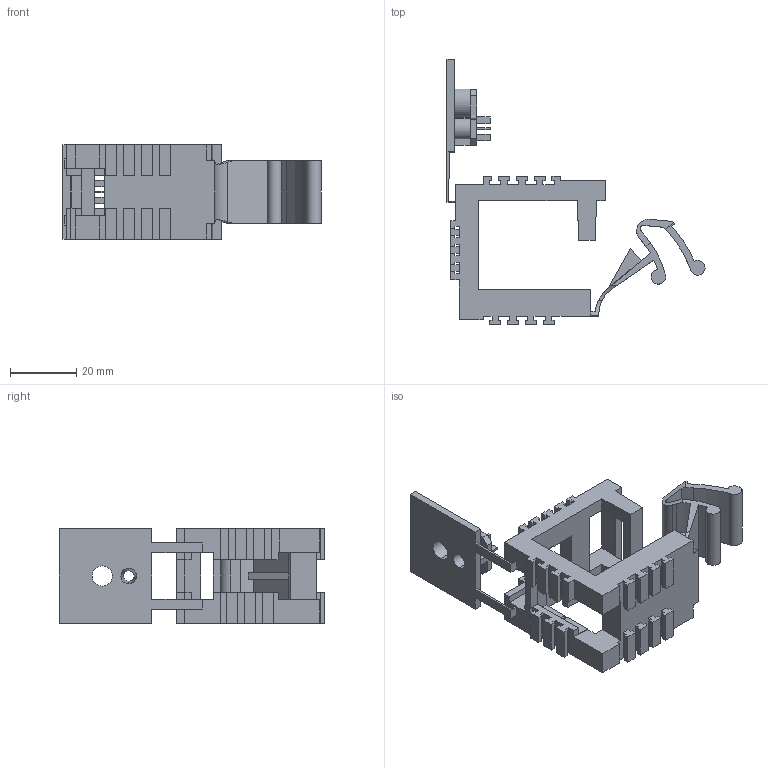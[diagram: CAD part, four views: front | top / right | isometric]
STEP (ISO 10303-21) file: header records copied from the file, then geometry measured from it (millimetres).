
FILE_DESCRIPTION (( 'STEP AP214' ), '1' );
FILE_NAME ('2205384.STEP', '2020-02-11T09:28:55', ( '' ), ( '' ), 'SwSTEP 2.0', 'SolidWorks 2018', '' );
FILE_SCHEMA (( 'AUTOMOTIVE_DESIGN' ));
Length unit declared in the file: millimetre
Products named in the file (1): 2205384
Bounding box: 78.14 x 80.26 x 28.6 mm (x, y, z)
Volume: 22246.7 mm3; surface area: 17137.6 mm2
Topology: 1 solids, 1 shells, 360 faces, 1084 edges, 717 vertices
Faces by surface type: plane 320, cylinder 38, cone 2
Entity records: 16035 total; most frequent: CARTESIAN_POINT 2258, ORIENTED_EDGE 2168, DIRECTION 1861, EDGE_CURVE 1084, LINE 993, VECTOR 993, VERTEX_POINT 717, AXIS2_PLACEMENT_3D 434
